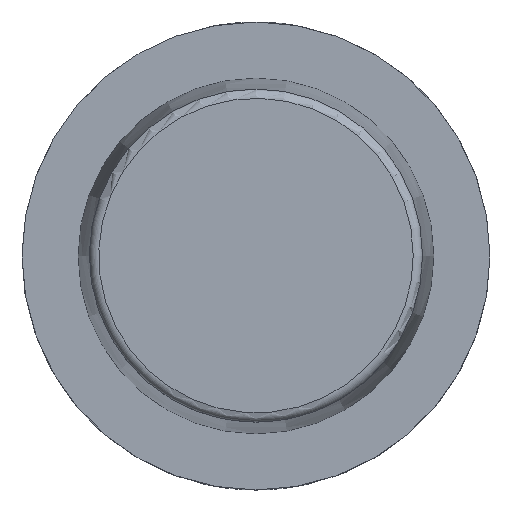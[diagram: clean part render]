
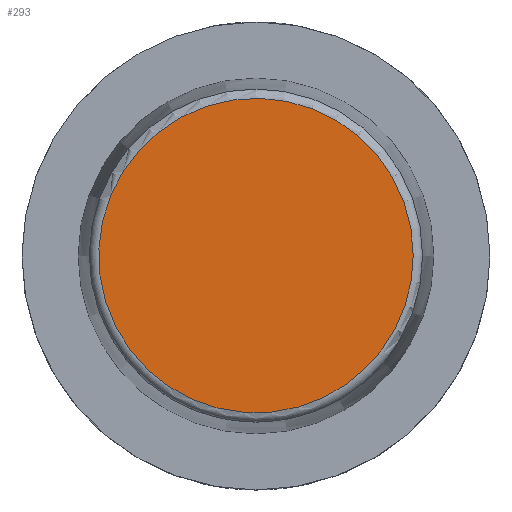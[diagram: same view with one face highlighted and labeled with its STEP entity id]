
A CAD part, top view. The second image highlights one B-rep face of the part: STEP entity #293.
In plain terms, the highlighted planar face has unit normal (0, 0, 1).
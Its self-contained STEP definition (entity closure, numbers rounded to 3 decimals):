
#107=FACE_OUTER_BOUND('',#423,.T.);
#293=ADVANCED_FACE('',(#107),#321,.F.);
#321=PLANE('',#1084);
#423=EDGE_LOOP('',(#632));
#632=ORIENTED_EDGE('',*,*,#859,.F.);
#755=VERTEX_POINT('',#1662);
#859=EDGE_CURVE('',#755,#755,#949,.T.);
#949=CIRCLE('',#1058,33.599);
#1058=AXIS2_PLACEMENT_3D('',#1661,#1259,#1260);
#1084=AXIS2_PLACEMENT_3D('',#1806,#1326,#1327);
#1259=DIRECTION('',(0.,0.,-1.));
#1260=DIRECTION('',(1.,0.,0.));
#1326=DIRECTION('',(0.,0.,-1.));
#1327=DIRECTION('',(1.,0.,0.));
#1661=CARTESIAN_POINT('',(0.,0.,50.));
#1662=CARTESIAN_POINT('',(14.42,-30.347,50.));
#1806=CARTESIAN_POINT('',(0.,0.,50.));
